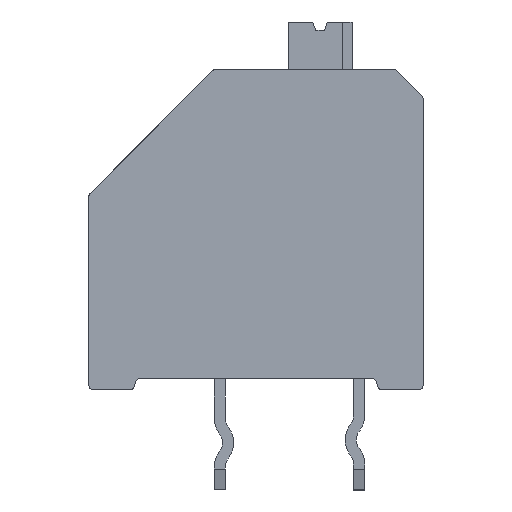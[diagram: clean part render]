
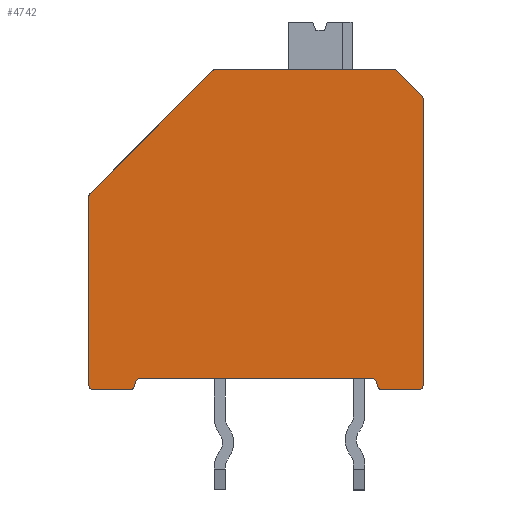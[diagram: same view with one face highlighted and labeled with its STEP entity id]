
A CAD part, front view. The second image highlights one B-rep face of the part: STEP entity #4742.
In plain terms, the highlighted planar face has unit normal (0, -1, 0).
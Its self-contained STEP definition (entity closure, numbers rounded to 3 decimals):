
#191=CIRCLE('',#5024,0.17);
#192=CIRCLE('',#5027,0.17);
#193=CIRCLE('',#5029,0.17);
#194=CIRCLE('',#5031,0.17);
#195=CIRCLE('',#5034,0.17);
#196=CIRCLE('',#5039,0.17);
#197=CIRCLE('',#5043,0.17);
#198=CIRCLE('',#5045,0.17);
#199=CIRCLE('',#5047,0.17);
#200=CIRCLE('',#5052,0.17);
#859=ORIENTED_EDGE('',*,*,#1564,.F.);
#860=ORIENTED_EDGE('',*,*,#1572,.T.);
#861=ORIENTED_EDGE('',*,*,#1582,.T.);
#862=ORIENTED_EDGE('',*,*,#1576,.F.);
#863=ORIENTED_EDGE('',*,*,#1602,.T.);
#864=ORIENTED_EDGE('',*,*,#1598,.F.);
#865=ORIENTED_EDGE('',*,*,#1600,.T.);
#866=ORIENTED_EDGE('',*,*,#1574,.T.);
#867=ORIENTED_EDGE('',*,*,#1570,.F.);
#868=ORIENTED_EDGE('',*,*,#1588,.T.);
#869=ORIENTED_EDGE('',*,*,#1593,.T.);
#870=ORIENTED_EDGE('',*,*,#1567,.T.);
#871=ORIENTED_EDGE('',*,*,#1579,.F.);
#872=ORIENTED_EDGE('',*,*,#1595,.T.);
#873=ORIENTED_EDGE('',*,*,#1605,.T.);
#874=ORIENTED_EDGE('',*,*,#1610,.T.);
#875=ORIENTED_EDGE('',*,*,#1590,.F.);
#876=ORIENTED_EDGE('',*,*,#1596,.T.);
#877=ORIENTED_EDGE('',*,*,#1586,.T.);
#878=ORIENTED_EDGE('',*,*,#1581,.T.);
#1564=EDGE_CURVE('',#1987,#1986,#2295,.T.);
#1567=EDGE_CURVE('',#1988,#1989,#191,.T.);
#1570=EDGE_CURVE('',#1991,#1990,#2300,.T.);
#1572=EDGE_CURVE('',#1987,#1992,#192,.T.);
#1574=EDGE_CURVE('',#1993,#1990,#193,.T.);
#1576=EDGE_CURVE('',#1994,#1995,#194,.T.);
#1579=EDGE_CURVE('',#1996,#1989,#2306,.T.);
#1581=EDGE_CURVE('',#1997,#1986,#195,.T.);
#1582=EDGE_CURVE('',#1992,#1995,#2308,.T.);
#1586=EDGE_CURVE('',#1998,#1997,#2312,.T.);
#1588=EDGE_CURVE('',#1991,#1999,#196,.T.);
#1590=EDGE_CURVE('',#2000,#2001,#2315,.T.);
#1593=EDGE_CURVE('',#1999,#1988,#2318,.T.);
#1595=EDGE_CURVE('',#1996,#2003,#197,.T.);
#1596=EDGE_CURVE('',#2000,#1998,#198,.T.);
#1598=EDGE_CURVE('',#2004,#2005,#199,.T.);
#1600=EDGE_CURVE('',#2004,#1993,#2322,.T.);
#1602=EDGE_CURVE('',#1994,#2005,#2324,.T.);
#1605=EDGE_CURVE('',#2003,#2007,#2327,.T.);
#1610=EDGE_CURVE('',#2007,#2001,#200,.T.);
#1986=VERTEX_POINT('',#6814);
#1987=VERTEX_POINT('',#6816);
#1988=VERTEX_POINT('',#6820);
#1989=VERTEX_POINT('',#6822);
#1990=VERTEX_POINT('',#6826);
#1991=VERTEX_POINT('',#6828);
#1992=VERTEX_POINT('',#6832);
#1993=VERTEX_POINT('',#6836);
#1994=VERTEX_POINT('',#6840);
#1995=VERTEX_POINT('',#6842);
#1996=VERTEX_POINT('',#6846);
#1997=VERTEX_POINT('',#6850);
#1998=VERTEX_POINT('',#6859);
#1999=VERTEX_POINT('',#6863);
#2000=VERTEX_POINT('',#6867);
#2001=VERTEX_POINT('',#6869);
#2003=VERTEX_POINT('',#6877);
#2004=VERTEX_POINT('',#6883);
#2005=VERTEX_POINT('',#6885);
#2007=VERTEX_POINT('',#6896);
#2295=LINE('',#6817,#2629);
#2300=LINE('',#6829,#2634);
#2306=LINE('',#6847,#2640);
#2308=LINE('',#6853,#2642);
#2312=LINE('',#6860,#2646);
#2315=LINE('',#6868,#2649);
#2318=LINE('',#6874,#2652);
#2322=LINE('',#6888,#2656);
#2324=LINE('',#6891,#2658);
#2327=LINE('',#6897,#2661);
#2629=VECTOR('',#5737,1000.);
#2634=VECTOR('',#5748,1000.);
#2640=VECTOR('',#5768,1000.);
#2642=VECTOR('',#5776,1000.);
#2646=VECTOR('',#5784,1000.);
#2649=VECTOR('',#5793,1000.);
#2652=VECTOR('',#5798,1000.);
#2656=VECTOR('',#5816,1000.);
#2658=VECTOR('',#5820,1000.);
#2661=VECTOR('',#5825,1000.);
#2919=EDGE_LOOP('',(#859,#860,#861,#862,#863,#864,#865,#866,#867,#868,#869,
#870,#871,#872,#873,#874,#875,#876,#877,#878));
#3121=FACE_BOUND('',#2919,.T.);
#3261=PLANE('',#5051);
#4742=ADVANCED_FACE('',(#3121),#3261,.T.);
#5024=AXIS2_PLACEMENT_3D('',#6823,#5742,#5743);
#5027=AXIS2_PLACEMENT_3D('',#6833,#5752,#5753);
#5029=AXIS2_PLACEMENT_3D('',#6837,#5757,#5758);
#5031=AXIS2_PLACEMENT_3D('',#6841,#5762,#5763);
#5034=AXIS2_PLACEMENT_3D('',#6851,#5772,#5773);
#5039=AXIS2_PLACEMENT_3D('',#6864,#5788,#5789);
#5043=AXIS2_PLACEMENT_3D('',#6878,#5802,#5803);
#5045=AXIS2_PLACEMENT_3D('',#6880,#5806,#5807);
#5047=AXIS2_PLACEMENT_3D('',#6884,#5811,#5812);
#5051=AXIS2_PLACEMENT_3D('',#6904,#5830,#5831);
#5052=AXIS2_PLACEMENT_3D('',#6905,#5832,#5833);
#5737=DIRECTION('',(-1.,0.,0.));
#5742=DIRECTION('',(0.,-1.,0.));
#5743=DIRECTION('',(0.,0.,-1.));
#5748=DIRECTION('',(-1.,0.,0.));
#5752=DIRECTION('',(0.,-1.,0.));
#5753=DIRECTION('',(0.,0.,-1.));
#5757=DIRECTION('',(0.,-1.,0.));
#5758=DIRECTION('',(0.,0.,-1.));
#5762=DIRECTION('',(0.,-1.,0.));
#5763=DIRECTION('',(0.,0.,-1.));
#5768=DIRECTION('',(0.707,0.,-0.707));
#5772=DIRECTION('',(0.,-1.,0.));
#5773=DIRECTION('',(0.,0.,-1.));
#5776=DIRECTION('',(0.259,0.,0.966));
#5784=DIRECTION('',(0.,0.,-1.));
#5788=DIRECTION('',(0.,-1.,0.));
#5789=DIRECTION('',(0.,0.,-1.));
#5793=DIRECTION('',(0.707,0.,0.707));
#5798=DIRECTION('',(0.,0.,1.));
#5802=DIRECTION('',(0.,-1.,0.));
#5803=DIRECTION('',(0.,0.,-1.));
#5806=DIRECTION('',(0.,-1.,0.));
#5807=DIRECTION('',(0.,0.,-1.));
#5811=DIRECTION('',(0.,-1.,0.));
#5812=DIRECTION('',(0.,0.,-1.));
#5816=DIRECTION('',(0.259,0.,-0.966));
#5820=DIRECTION('',(1.,0.,0.));
#5825=DIRECTION('',(-1.,0.,0.));
#5830=DIRECTION('',(0.,-1.,0.));
#5831=DIRECTION('',(0.,0.,-1.));
#5832=DIRECTION('',(0.,-1.,0.));
#5833=DIRECTION('',(0.,0.,-1.));
#6814=CARTESIAN_POINT('',(0.17,-5.31,-0.17));
#6816=CARTESIAN_POINT('',(1.47,-5.31,-0.17));
#6817=CARTESIAN_POINT('',(6.,-5.31,-0.17));
#6820=CARTESIAN_POINT('',(12.,-5.31,10.26));
#6822=CARTESIAN_POINT('',(11.95,-5.31,10.38));
#6823=CARTESIAN_POINT('',(11.83,-5.31,10.26));
#6826=CARTESIAN_POINT('',(10.53,-5.31,-0.17));
#6828=CARTESIAN_POINT('',(11.83,-5.31,-0.17));
#6829=CARTESIAN_POINT('',(6.,-5.31,-0.17));
#6832=CARTESIAN_POINT('',(1.634,-5.31,-0.044));
#6833=CARTESIAN_POINT('',(1.47,-5.31,0.));
#6836=CARTESIAN_POINT('',(10.366,-5.31,-0.044));
#6837=CARTESIAN_POINT('',(10.53,-5.31,0.));
#6840=CARTESIAN_POINT('',(1.838,-5.31,0.23));
#6841=CARTESIAN_POINT('',(1.838,-5.31,0.06));
#6842=CARTESIAN_POINT('',(1.673,-5.31,0.104));
#6846=CARTESIAN_POINT('',(11.05,-5.31,11.28));
#6847=CARTESIAN_POINT('',(11.5,-5.31,10.83));
#6850=CARTESIAN_POINT('',(0.,-5.31,0.));
#6851=CARTESIAN_POINT('',(0.17,-5.31,0.));
#6853=CARTESIAN_POINT('',(1.707,-5.31,0.23));
#6859=CARTESIAN_POINT('',(0.,-5.31,6.76));
#6860=CARTESIAN_POINT('',(0.,-5.31,13.03));
#6863=CARTESIAN_POINT('',(12.,-5.31,0.));
#6864=CARTESIAN_POINT('',(11.83,-5.31,0.));
#6867=CARTESIAN_POINT('',(0.05,-5.31,6.88));
#6868=CARTESIAN_POINT('',(1.847,-5.31,8.677));
#6869=CARTESIAN_POINT('',(4.45,-5.31,11.28));
#6874=CARTESIAN_POINT('',(12.,-5.31,-3.77));
#6877=CARTESIAN_POINT('',(10.93,-5.31,11.33));
#6878=CARTESIAN_POINT('',(10.93,-5.31,11.16));
#6880=CARTESIAN_POINT('',(0.17,-5.31,6.76));
#6883=CARTESIAN_POINT('',(10.327,-5.31,0.104));
#6884=CARTESIAN_POINT('',(10.162,-5.31,0.06));
#6885=CARTESIAN_POINT('',(10.162,-5.31,0.23));
#6888=CARTESIAN_POINT('',(10.774,-5.31,-1.566));
#6891=CARTESIAN_POINT('',(10.493,-5.31,0.23));
#6896=CARTESIAN_POINT('',(4.57,-5.31,11.33));
#6897=CARTESIAN_POINT('',(12.,-5.31,11.33));
#6904=CARTESIAN_POINT('',(0.,-5.31,0.));
#6905=CARTESIAN_POINT('',(4.57,-5.31,11.16));
